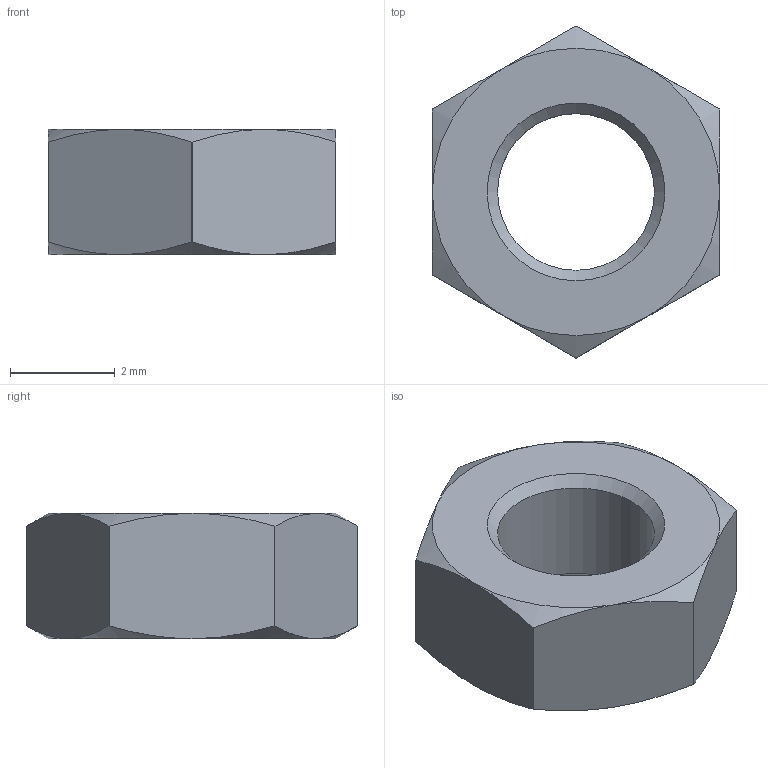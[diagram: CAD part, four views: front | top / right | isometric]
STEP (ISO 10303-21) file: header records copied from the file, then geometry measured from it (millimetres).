
FILE_DESCRIPTION(('FreeCAD Model'),'2;1');
FILE_NAME('ISO4032_Hex_Nut_M3.step', '2014-10-18T07:55:35',('FreeCAD'),('FreeCAD'), 'Open CASCADE STEP processor 6.7','FreeCAD','Unknown');
FILE_SCHEMA(('AUTOMOTIVE_DESIGN_CC2 { 1 2 10303 214 -1 1 5 4 }'));
Length unit declared in the file: millimetre
Products named in the file (1): Chamfer
Bounding box: 5.5 x 6.35 x 2.4 mm (x, y, z)
Volume: 45.2 mm3; surface area: 102 mm2
Topology: 1 solids, 1 shells, 29 faces, 67 edges, 40 vertices
Faces by surface type: cone 14, plane 8, cylinder 7
Full cylindrical faces by diameter (mm): 3 x1
Entity records: 1829 total; most frequent: CARTESIAN_POINT 539, DIRECTION 237, ORIENTED_EDGE 134, PCURVE 134, DEFINITIONAL_REPRESENTATION 134, AXIS2_PLACEMENT_3D 82, EDGE_CURVE 67, SURFACE_CURVE 64
